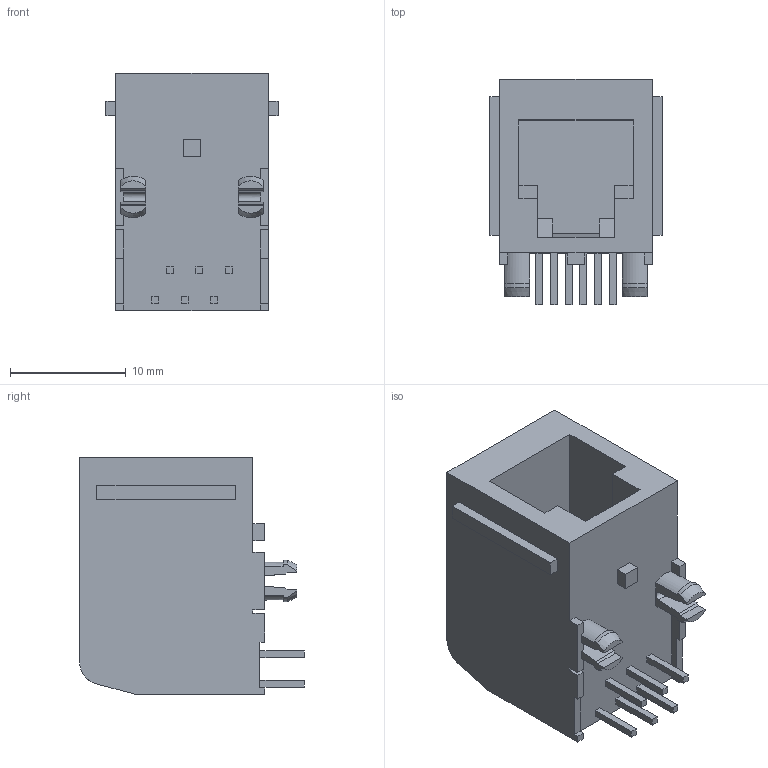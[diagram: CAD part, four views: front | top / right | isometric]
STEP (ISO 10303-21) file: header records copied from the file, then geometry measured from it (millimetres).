
FILE_DESCRIPTION((''),'2;1');
FILE_NAME('950097661','2019-03-11T',('gga'),(''),'PRO/ENGINEER BY PARAMETRIC TECHNOLOGY CORPORATION, 2016010','PRO/ENGINEER BY PARAMETRIC TECHNOLOGY CORPORATION, 2016010','');
FILE_SCHEMA(('CONFIG_CONTROL_DESIGN'));
Length unit declared in the file: millimetre
Products named in the file (1): 950097661
Bounding box: 14.91 x 19.45 x 20.57 mm (x, y, z)
Volume: 2104.7 mm3; surface area: 2694 mm2
Topology: 1 solids, 1 shells, 222 faces, 618 edges, 416 vertices
Faces by surface type: plane 202, cylinder 16, cone 4
Entity records: 7033 total; most frequent: CARTESIAN_POINT 1277, ORIENTED_EDGE 1196, DIRECTION 1110, EDGE_CURVE 598, VECTOR 552, LINE 552, VERTEX_POINT 392, AXIS2_PLACEMENT_3D 279
